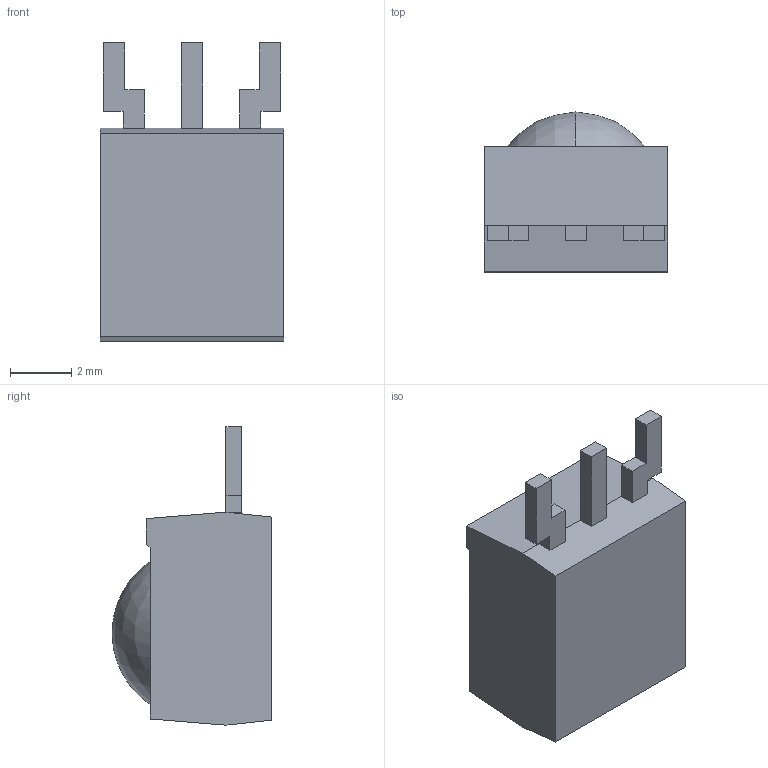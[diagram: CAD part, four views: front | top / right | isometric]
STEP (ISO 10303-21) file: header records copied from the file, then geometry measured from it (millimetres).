
FILE_DESCRIPTION (( 'STEP AP214' ), '1' );
FILE_NAME ('TSOP.STEP', '2015-06-04T15:47:19', ( 'Home' ), ( '' ), 'SwSTEP 2.0', 'SolidWorks 2015', '' );
FILE_SCHEMA (( 'AUTOMOTIVE_DESIGN' ));
Length unit declared in the file: millimetre
Products named in the file (1): TSOP
Bounding box: 6 x 5.22 x 9.73 mm (x, y, z)
Volume: 177 mm3; surface area: 212.1 mm2
Topology: 4 solids, 4 shells, 38 faces, 88 edges, 59 vertices
Faces by surface type: plane 36, sphere 2
Entity records: 1257 total; most frequent: CARTESIAN_POINT 186, ORIENTED_EDGE 176, DIRECTION 170, EDGE_CURVE 88, VECTOR 84, LINE 84, VERTEX_POINT 59, AXIS2_PLACEMENT_3D 43
